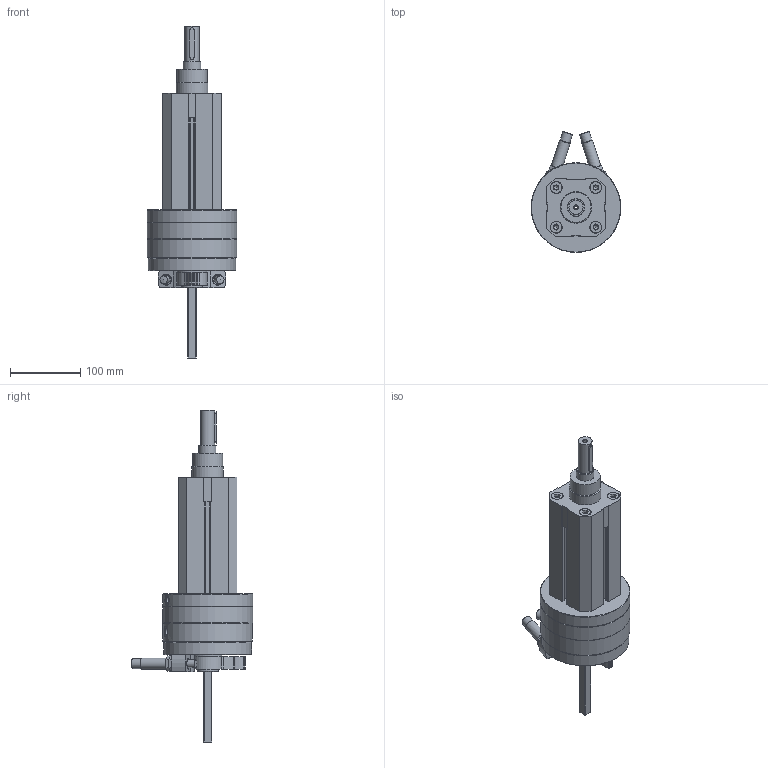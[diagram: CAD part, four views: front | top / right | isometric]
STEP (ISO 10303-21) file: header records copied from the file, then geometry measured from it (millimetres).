
FILE_DESCRIPTION(/* description */ ('STEP AP214'),/* implementation_level */ '2;1');
FILE_NAME(/* name */ '556556_DSL-40-80-270-CC-A-S20-B',/* time_stamp */ '2024-08-21T17:43:40+02:00',/* author */ ('License CC BY-ND 4.0'),/* organization */ ('CADENAS'),/* preprocessor_version */ 'ST-DEVELOPER v19.3',/* originating_system */ 'PARTsolutions',/* authorisation */ ' ');
FILE_SCHEMA (('AUTOMOTIVE_DESIGN {1 0 10303 214 3 1 1}'));
Length unit declared in the file: millimetre
Products named in the file (11): 556556 DSL-40-80-270-CC-A-S20-B---(0_0); 556556 DSL-40-80-270-CC-A-S20-B-80_bz; 704067 DSM-40-BR---(HZ); 548014 DYSC-12-12-Y1F---(SD_0); 342623 DSM-40_NS; DIN-912 - M8x30(F); 348988 SPZ-25-P-A M16X1-5-19; 704066 DSM-40-BL---(HZ); 556556 DSL-80_k; 306999 DSL; Shim ring DIN 988 30x42x2.5
Assembly tree (16 placements, depth 2):
  556556 DSL-40-80-270-CC-A-S20-B---(0_0)
    556556 DSL-40-80-270-CC-A-S20-B-80_bz
    704067 DSM-40-BR---(HZ)
    548014 DYSC-12-12-Y1F---(SD_0)  x2
    342623 DSM-40_NS  x2
    DIN-912 - M8x30(F)  x2
    348988 SPZ-25-P-A M16X1-5-19  x4
    704066 DSM-40-BL---(HZ)
    556556 DSL-80_k
    306999 DSL
    Shim ring DIN 988 30x42x2.5
Bounding box: 128 x 172.55 x 473 mm (x, y, z)
Volume: 2150570.7 mm3; surface area: 267452.8 mm2
Topology: 16 solids, 16 shells, 539 faces, 1287 edges, 813 vertices
Faces by surface type: plane 285, cylinder 165, cone 87, sphere 2
Full cylindrical faces by diameter (mm): 1.567 x2, 2.5 x2, 5.6 x1, 5.917 x2, 6 x2, 6.647 x6, 8 x6, 8.566 x4, 9 x2, 11 x4, 13 x2, 14.5 x2, 14.917 x6, 15 x6, 16 x2, 16.6 x1, 17 x4, 20 x1, 25 x2, 30 x3, 42 x1, 43 x1, 45 x1, 53 x1, 61 x1, 78.5 x1, 90 x1, 122 x1, 125 x1, 127.65 x1
Entity records: 12524 total; most frequent: CARTESIAN_POINT 2236, DIRECTION 2169, ORIENTED_EDGE 1850, EDGE_CURVE 925, AXIS2_PLACEMENT_3D 818, VERTEX_POINT 657, FACE_BOUND 614, EDGE_LOOP 607
